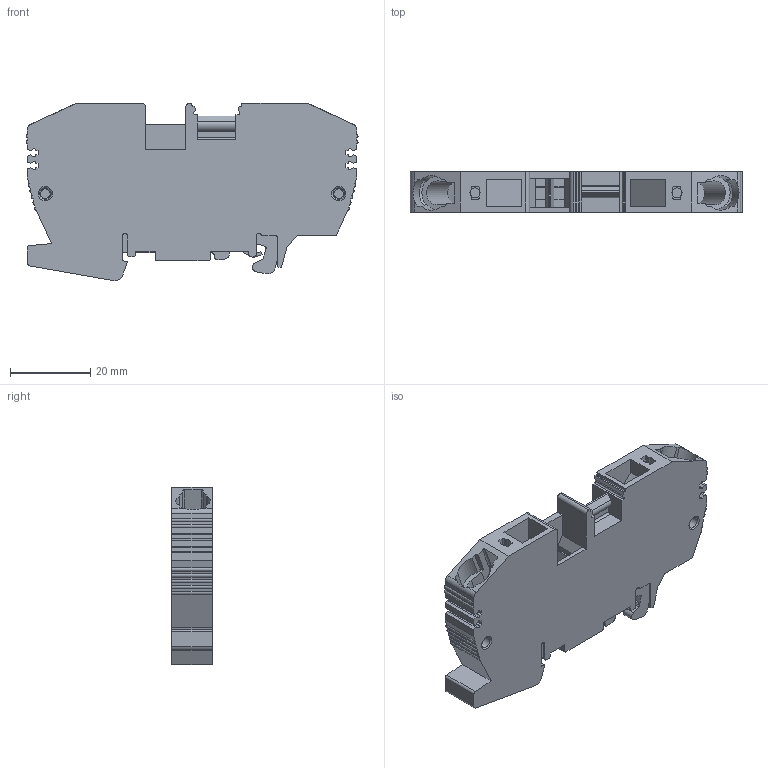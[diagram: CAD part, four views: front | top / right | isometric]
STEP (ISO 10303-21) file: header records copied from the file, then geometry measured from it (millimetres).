
FILE_DESCRIPTION(/* description */ ('Unknown'),/* implementation_level */ '2;1');
FILE_NAME(/* name */ 'BKF-10-T',/* time_stamp */ '2024-10-22T19:23:59-03:00',/* author */ ('Unknown'),/* organization */ ('Unknown'),/* preprocessor_version */ 'ST-DEVELOPER v16.7',/* originating_system */ 'Solid Edge',/* authorisation */ 'Unknown');
FILE_SCHEMA (('AP242_MANAGED_MODEL_BASED_3D_ENGINEERING_MIM_LF { 1 0 10303 442 1 1 4 }','AUTOMOTIVE_DESIGN {1 0 10303 214 3 1 1}'));
Length unit declared in the file: millimetre
Products named in the file (1): BKF-10-T
Bounding box: 82.6 x 10.1 x 44.2 mm (x, y, z)
Volume: 24426.8 mm3; surface area: 11656.4 mm2
Topology: 1 solids, 1 shells, 333 faces, 967 edges, 639 vertices
Faces by surface type: plane 235, cylinder 92, torus 4, cone 2
Full cylindrical faces by diameter (mm): 2.5 x2, 3 x2
Entity records: 13237 total; most frequent: CARTESIAN_POINT 1946, ORIENTED_EDGE 1912, DIRECTION 1826, EDGE_CURVE 956, LINE 742, VECTOR 742, VERTEX_POINT 636, AXIS2_PLACEMENT_3D 542
